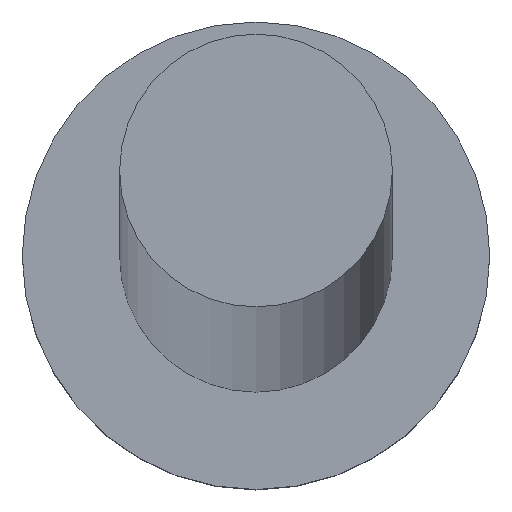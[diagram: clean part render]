
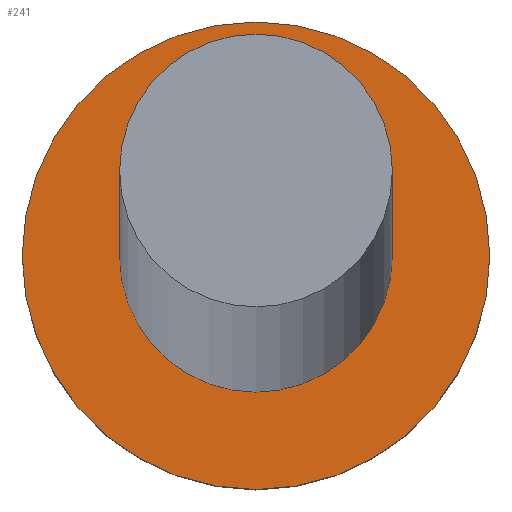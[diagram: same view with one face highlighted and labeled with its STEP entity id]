
A CAD part, top view. The second image highlights one B-rep face of the part: STEP entity #241.
In plain terms, the highlighted planar face has unit normal (0, 0, 1).
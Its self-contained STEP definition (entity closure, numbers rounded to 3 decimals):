
#12 = DIRECTION ( 'NONE',  ( 1., 0., 0. ) ) ;
#32 = CARTESIAN_POINT ( 'NONE',  ( -3., 0., 3. ) ) ;
#33 = EDGE_CURVE ( 'NONE', #83, #138, #197, .T. ) ;
#46 = CARTESIAN_POINT ( 'NONE',  ( 0., 0., 3. ) ) ;
#59 = ORIENTED_EDGE ( 'NONE', *, *, #182, .T. ) ;
#64 = DIRECTION ( 'NONE',  ( 1., 0., 0. ) ) ;
#65 = DIRECTION ( 'NONE',  ( 0., 0., 1. ) ) ;
#71 = EDGE_CURVE ( 'NONE', #218, #180, #176, .T. ) ;
#77 = CARTESIAN_POINT ( 'NONE',  ( 1.75, 0., 3. ) ) ;
#83 = VERTEX_POINT ( 'NONE', #32 ) ;
#84 = DIRECTION ( 'NONE',  ( 1., 0., 0. ) ) ;
#89 = EDGE_LOOP ( 'NONE', ( #101, #196 ) ) ;
#94 = DIRECTION ( 'NONE',  ( 0., 0., 1. ) ) ;
#101 = ORIENTED_EDGE ( 'NONE', *, *, #71, .F. ) ;
#104 = DIRECTION ( 'NONE',  ( 0., 0., 1. ) ) ;
#105 = AXIS2_PLACEMENT_3D ( 'NONE', #122, #253, #240 ) ;
#115 = PLANE ( 'NONE',  #164 ) ;
#122 = CARTESIAN_POINT ( 'NONE',  ( 0., 0., 3. ) ) ;
#133 = AXIS2_PLACEMENT_3D ( 'NONE', #46, #104, #84 ) ;
#138 = VERTEX_POINT ( 'NONE', #244 ) ;
#144 = CARTESIAN_POINT ( 'NONE',  ( 0., 0., 3. ) ) ;
#154 = CIRCLE ( 'NONE', #198, 1.75 ) ;
#157 = EDGE_LOOP ( 'NONE', ( #205, #59 ) ) ;
#163 = CARTESIAN_POINT ( 'NONE',  ( 0., 0., 3. ) ) ;
#164 = AXIS2_PLACEMENT_3D ( 'NONE', #191, #94, #168 ) ;
#168 = DIRECTION ( 'NONE',  ( 1., 0., 0. ) ) ;
#176 = CIRCLE ( 'NONE', #133, 1.75 ) ;
#180 = VERTEX_POINT ( 'NONE', #77 ) ;
#182 = EDGE_CURVE ( 'NONE', #138, #83, #245, .T. ) ;
#191 = CARTESIAN_POINT ( 'NONE',  ( 0., 0., 3. ) ) ;
#195 = EDGE_CURVE ( 'NONE', #180, #218, #154, .T. ) ;
#196 = ORIENTED_EDGE ( 'NONE', *, *, #195, .F. ) ;
#197 = CIRCLE ( 'NONE', #243, 3. ) ;
#198 = AXIS2_PLACEMENT_3D ( 'NONE', #163, #65, #12 ) ;
#205 = ORIENTED_EDGE ( 'NONE', *, *, #33, .T. ) ;
#216 = FACE_OUTER_BOUND ( 'NONE', #157, .T. ) ;
#218 = VERTEX_POINT ( 'NONE', #247 ) ;
#236 = FACE_BOUND ( 'NONE', #89, .T. ) ;
#240 = DIRECTION ( 'NONE',  ( 1., 0., 0. ) ) ;
#241 = ADVANCED_FACE ( 'NONE', ( #236, #216 ), #115, .T. ) ;
#243 = AXIS2_PLACEMENT_3D ( 'NONE', #144, #254, #64 ) ;
#244 = CARTESIAN_POINT ( 'NONE',  ( 3., 0., 3. ) ) ;
#245 = CIRCLE ( 'NONE', #105, 3. ) ;
#247 = CARTESIAN_POINT ( 'NONE',  ( -1.75, 0., 3. ) ) ;
#253 = DIRECTION ( 'NONE',  ( 0., 0., 1. ) ) ;
#254 = DIRECTION ( 'NONE',  ( 0., 0., 1. ) ) ;
